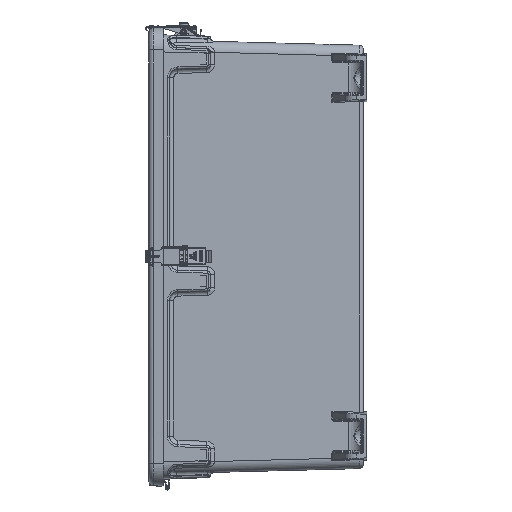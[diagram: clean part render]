
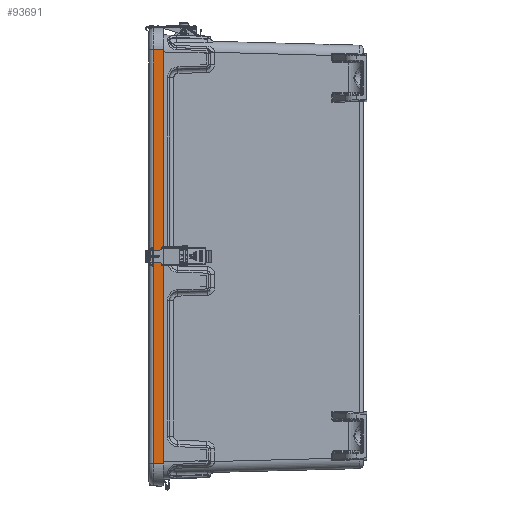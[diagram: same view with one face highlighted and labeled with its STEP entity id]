
A CAD part, left-side view. The second image highlights one B-rep face of the part: STEP entity #93691.
In plain terms, the highlighted planar face has unit normal (-1, 0.026, 0).
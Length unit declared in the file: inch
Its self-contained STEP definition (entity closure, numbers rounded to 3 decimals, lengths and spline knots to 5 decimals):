
#10270 = AXIS2_PLACEMENT_3D ( 'NONE', #70379, #18811, #21984 ) ;
#13652 = CARTESIAN_POINT ( 'NONE',  ( -16.0956, -0.50378, 11.84853 ) ) ;
#14536 = EDGE_CURVE ( 'NONE', #30502, #147181, #95692, .T. ) ;
#18811 = DIRECTION ( 'NONE',  ( -1., 0.026, 0. ) ) ;
#21984 = DIRECTION ( 'NONE',  ( -0.026, -1., 0. ) ) ;
#30502 = VERTEX_POINT ( 'NONE', #60157 ) ;
#31391 = ORIENTED_EDGE ( 'NONE', *, *, #167358, .T. ) ;
#37101 = FACE_OUTER_BOUND ( 'NONE', #92756, .T. ) ;
#42585 = VECTOR ( 'NONE', #125477, 39.37008 ) ;
#47294 = DIRECTION ( 'NONE',  ( 0.026, 0.999, 0.026 ) ) ;
#48337 = ORIENTED_EDGE ( 'NONE', *, *, #107653, .F. ) ;
#48678 = LINE ( 'NONE', #62701, #211275 ) ;
#53820 = VECTOR ( 'NONE', #126723, 39.37008 ) ;
#60157 = CARTESIAN_POINT ( 'NONE',  ( -16.0956, -0.50378, -11.84352 ) ) ;
#62701 = CARTESIAN_POINT ( 'NONE',  ( -16.0956, -0.50378, -12.7015 ) ) ;
#70379 = CARTESIAN_POINT ( 'NONE',  ( -16.074, 0.32096, -12.7015 ) ) ;
#91716 = EDGE_CURVE ( 'NONE', #143128, #126876, #145817, .T. ) ;
#92756 = EDGE_LOOP ( 'NONE', ( #94204, #31391, #117316, #48337 ) ) ;
#93691 = ADVANCED_FACE ( 'NONE', ( #37101 ), #166095, .T. ) ;
#94204 = ORIENTED_EDGE ( 'NONE', *, *, #14536, .F. ) ;
#95692 = LINE ( 'NONE', #210741, #120167 ) ;
#107653 = EDGE_CURVE ( 'NONE', #147181, #126876, #158968, .T. ) ;
#117316 = ORIENTED_EDGE ( 'NONE', *, *, #91716, .T. ) ;
#120167 = VECTOR ( 'NONE', #47294, 39.37008 ) ;
#125477 = DIRECTION ( 'NONE',  ( 0.026, 0.999, -0.026 ) ) ;
#126723 = DIRECTION ( 'NONE',  ( 0., 0., 1. ) ) ;
#126876 = VERTEX_POINT ( 'NONE', #154995 ) ;
#143128 = VERTEX_POINT ( 'NONE', #13652 ) ;
#145817 = LINE ( 'NONE', #178078, #42585 ) ;
#147181 = VERTEX_POINT ( 'NONE', #204468 ) ;
#154995 = CARTESIAN_POINT ( 'NONE',  ( -16.08038, 0.0775, 11.8333 ) ) ;
#158968 = LINE ( 'NONE', #194414, #53820 ) ;
#166095 = PLANE ( 'NONE',  #10270 ) ;
#167358 = EDGE_CURVE ( 'NONE', #30502, #143128, #48678, .T. ) ;
#178078 = CARTESIAN_POINT ( 'NONE',  ( -16.0956, -0.50378, 11.84853 ) ) ;
#179863 = DIRECTION ( 'NONE',  ( 0., 0., 1. ) ) ;
#194414 = CARTESIAN_POINT ( 'NONE',  ( -16.08038, 0.0775, -12.7015 ) ) ;
#204468 = CARTESIAN_POINT ( 'NONE',  ( -16.08038, 0.0775, -11.8283 ) ) ;
#210741 = CARTESIAN_POINT ( 'NONE',  ( -16.06385, 0.70861, -11.81178 ) ) ;
#211275 = VECTOR ( 'NONE', #179863, 39.37008 ) ;
